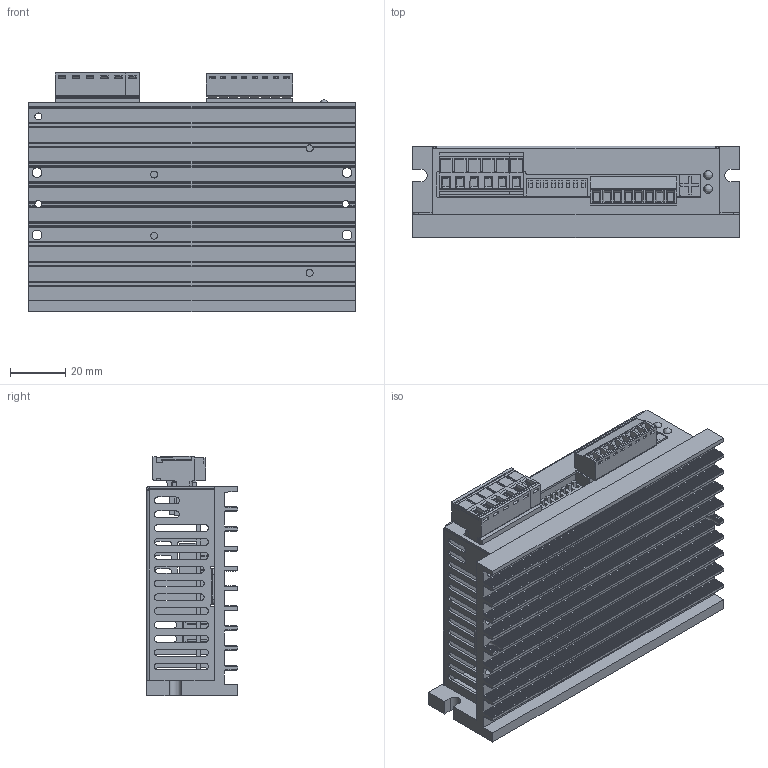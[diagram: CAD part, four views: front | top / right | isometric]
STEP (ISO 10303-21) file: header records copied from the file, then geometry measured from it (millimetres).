
FILE_DESCRIPTION (( 'STEP AP214' ), '1' );
FILE_NAME ('SRX08 梓袧倰.STEP', '2019-09-09T09:04:03', ( '' ), ( '' ), 'SwSTEP 2.0', 'SolidWorks 2015', '' );
FILE_SCHEMA (( 'AUTOMOTIVE_DESIGN' ));
Length unit declared in the file: millimetre
Products named in the file (11): 4713101002739-A2_7.9(梓袧倰).1.1.1; A2128ﾍ篩ﾇ(ﾐﾂ).1.1.1.1.1.1.1.1.1; 2EDGK-5.08-06P-14-00A.1.1.1.1.1.1.1.1.1.1.1.1.1; 15EDGK-3.81-08P-14-00AH.1.1.1.1.1.1.1.1.1.1.1.1.1; 4299970002338.A1.1; SRX08 梓袧倰
Assembly tree (5 placements, depth 2):
  4713101002739-A2_7.9(梓袧倰).1.1.1
  A2128ﾍ篩ﾇ(ﾐﾂ).1.1.1.1.1.1.1.1.1
  2EDGK-5.08-06P-14-00A.1.1.1.1.1.1.1.1.1.1.1.1.1
  15EDGK-3.81-08P-14-00AH.1.1.1.1.1.1.1.1.1.1.1.1.1
  4299970002338.A1.1
Bounding box: 118 x 33 x 86.4 mm (x, y, z)
Volume: 69836.6 mm3; surface area: 96128.7 mm2
Topology: 3 solids, 71 shells, 4124 faces, 11869 edges, 7858 vertices
Faces by surface type: plane 3024, cylinder 661, bspline 422, cone 17
Full cylindrical faces by diameter (mm): 0.8 x7, 0.9 x2, 1 x13, 1.1 x10, 1.3 x23, 1.4 x2, 1.45 x13, 1.5 x1, 2 x8, 2.5 x8, 2.9 x2, 2.95 x16, 3.2 x2, 3.5 x6, 3.6 x2, 4.75 x2
Entity records: 185462 total; most frequent: CARTESIAN_POINT 46320, ORIENTED_EDGE 22620, DIRECTION 18794, EDGE_CURVE 11676, LINE 8788, VECTOR 8788, VERTEX_POINT 7837, AXIS2_PLACEMENT_3D 5003
